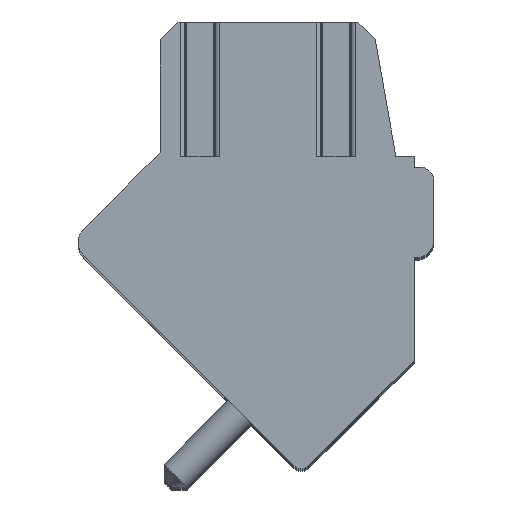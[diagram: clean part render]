
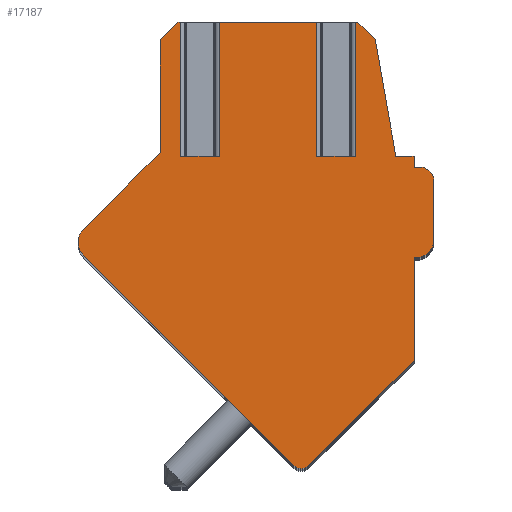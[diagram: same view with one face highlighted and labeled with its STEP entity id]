
A CAD part, top view. The second image highlights one B-rep face of the part: STEP entity #17187.
In plain terms, the highlighted planar face has unit normal (0, 0, 1).
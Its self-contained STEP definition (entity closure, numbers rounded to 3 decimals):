
#2358=DIRECTION('',(0.707,-0.707,0.));
#2359=VECTOR('',#2358,8.2);
#2360=CARTESIAN_POINT('',(-4.761,0.072,1.75));
#2361=LINE('',#2360,#2359);
#2722=DIRECTION('',(1.,0.,0.));
#2723=VECTOR('',#2722,1.07);
#2724=CARTESIAN_POINT('',(1.673,2.8,1.75));
#2725=LINE('',#2724,#2723);
#2726=DIRECTION('',(0.,1.,0.));
#2727=VECTOR('',#2726,3.7);
#2728=CARTESIAN_POINT('',(2.743,2.8,1.75));
#2729=LINE('',#2728,#2727);
#2730=DIRECTION('',(-1.,0.,0.));
#2731=VECTOR('',#2730,0.068);
#2732=CARTESIAN_POINT('',(2.811,6.5,1.75));
#2733=LINE('',#2732,#2731);
#2734=DIRECTION('',(-0.707,0.707,0.));
#2735=VECTOR('',#2734,0.677);
#2736=CARTESIAN_POINT('',(3.29,6.021,1.75));
#2737=LINE('',#2736,#2735);
#2738=DIRECTION('',(-0.174,0.985,0.));
#2739=VECTOR('',#2738,3.271);
#2740=CARTESIAN_POINT('',(3.858,2.8,1.75));
#2741=LINE('',#2740,#2739);
#2742=DIRECTION('',(-1.,0.,0.));
#2743=VECTOR('',#2742,0.5);
#2744=CARTESIAN_POINT('',(4.358,2.8,1.75));
#2745=LINE('',#2744,#2743);
#2746=DIRECTION('',(0.,1.,0.));
#2747=VECTOR('',#2746,0.3);
#2748=CARTESIAN_POINT('',(4.358,2.5,1.75));
#2749=LINE('',#2748,#2747);
#2750=DIRECTION('',(-1.,0.,0.));
#2751=VECTOR('',#2750,0.15);
#2752=CARTESIAN_POINT('',(4.508,2.5,1.75));
#2753=LINE('',#2752,#2751);
#2754=CARTESIAN_POINT('',(4.508,2.1,1.75));
#2755=DIRECTION('',(0.,0.,1.));
#2756=DIRECTION('',(1.,0.,0.));
#2757=AXIS2_PLACEMENT_3D('',#2754,#2755,#2756);
#2759=DIRECTION('',(0.,1.,0.));
#2760=VECTOR('',#2759,1.6);
#2761=CARTESIAN_POINT('',(4.908,0.5,1.75));
#2762=LINE('',#2761,#2760);
#2763=CARTESIAN_POINT('',(4.408,0.5,1.75));
#2764=DIRECTION('',(0.,0.,1.));
#2765=DIRECTION('',(0.,-1.,0.));
#2766=AXIS2_PLACEMENT_3D('',#2763,#2764,#2765);
#2768=DIRECTION('',(1.,0.,0.));
#2769=VECTOR('',#2768,0.05);
#2770=CARTESIAN_POINT('',(4.358,0.,1.75));
#2771=LINE('',#2770,#2769);
#2772=DIRECTION('',(0.,1.,0.));
#2773=VECTOR('',#2772,2.83);
#2774=CARTESIAN_POINT('',(4.358,-2.83,1.75));
#2775=LINE('',#2774,#2773);
#2776=DIRECTION('',(0.707,0.707,0.));
#2777=VECTOR('',#2776,4.096);
#2778=CARTESIAN_POINT('',(1.461,-5.727,1.75));
#2779=LINE('',#2778,#2777);
#2780=CARTESIAN_POINT('',(1.249,-5.515,1.75));
#2781=DIRECTION('',(0.,0.,1.));
#2782=DIRECTION('',(-0.707,-0.707,0.));
#2783=AXIS2_PLACEMENT_3D('',#2780,#2781,#2782);
#2785=CARTESIAN_POINT('',(-4.408,0.425,1.75));
#2786=DIRECTION('',(0.,0.,1.));
#2787=DIRECTION('',(-0.707,0.707,0.));
#2788=AXIS2_PLACEMENT_3D('',#2785,#2786,#2787);
#2790=DIRECTION('',(-0.707,-0.707,0.));
#2791=VECTOR('',#2790,2.997);
#2792=CARTESIAN_POINT('',(-2.642,2.898,1.75));
#2793=LINE('',#2792,#2791);
#2794=DIRECTION('',(0.,-1.,0.));
#2795=VECTOR('',#2794,3.111);
#2796=CARTESIAN_POINT('',(-2.642,6.009,1.75));
#2797=LINE('',#2796,#2795);
#2798=DIRECTION('',(-0.707,-0.707,0.));
#2799=VECTOR('',#2798,0.694);
#2800=CARTESIAN_POINT('',(-2.151,6.5,1.75));
#2801=LINE('',#2800,#2799);
#2802=DIRECTION('',(-1.,0.,0.));
#2803=VECTOR('',#2802,0.074);
#2804=CARTESIAN_POINT('',(-2.077,6.5,1.75));
#2805=LINE('',#2804,#2803);
#2806=DIRECTION('',(0.,1.,0.));
#2807=VECTOR('',#2806,3.7);
#2808=CARTESIAN_POINT('',(-2.077,2.8,1.75));
#2809=LINE('',#2808,#2807);
#2810=DIRECTION('',(1.,0.,0.));
#2811=VECTOR('',#2810,1.07);
#2812=CARTESIAN_POINT('',(-2.077,2.8,1.75));
#2813=LINE('',#2812,#2811);
#2814=DIRECTION('',(0.,1.,0.));
#2815=VECTOR('',#2814,3.7);
#2816=CARTESIAN_POINT('',(-1.007,2.8,1.75));
#2817=LINE('',#2816,#2815);
#2818=DIRECTION('',(-1.,0.,0.));
#2819=VECTOR('',#2818,2.68);
#2820=CARTESIAN_POINT('',(1.673,6.5,1.75));
#2821=LINE('',#2820,#2819);
#2822=DIRECTION('',(0.,1.,0.));
#2823=VECTOR('',#2822,3.7);
#2824=CARTESIAN_POINT('',(1.673,2.8,1.75));
#2825=LINE('',#2824,#2823);
#11000=CARTESIAN_POINT('',(1.673,2.8,1.75));
#11001=CARTESIAN_POINT('',(2.743,2.8,1.75));
#11002=VERTEX_POINT('',#11000);
#11003=VERTEX_POINT('',#11001);
#11004=CARTESIAN_POINT('',(2.743,6.5,1.75));
#11005=VERTEX_POINT('',#11004);
#11006=CARTESIAN_POINT('',(1.673,6.5,1.75));
#11007=VERTEX_POINT('',#11006);
#11020=CARTESIAN_POINT('',(-2.077,2.8,1.75));
#11021=CARTESIAN_POINT('',(-1.007,2.8,1.75));
#11022=VERTEX_POINT('',#11020);
#11023=VERTEX_POINT('',#11021);
#11024=CARTESIAN_POINT('',(-1.007,6.5,1.75));
#11025=VERTEX_POINT('',#11024);
#11026=CARTESIAN_POINT('',(-2.077,6.5,1.75));
#11027=VERTEX_POINT('',#11026);
#11118=CARTESIAN_POINT('',(1.037,-5.727,1.75));
#11119=CARTESIAN_POINT('',(1.461,-5.727,1.75));
#11120=VERTEX_POINT('',#11118);
#11121=VERTEX_POINT('',#11119);
#11122=CARTESIAN_POINT('',(4.358,-2.83,1.75));
#11123=VERTEX_POINT('',#11122);
#11124=CARTESIAN_POINT('',(4.358,0.,1.75));
#11125=VERTEX_POINT('',#11124);
#11126=CARTESIAN_POINT('',(4.408,0.,1.75));
#11127=VERTEX_POINT('',#11126);
#11128=CARTESIAN_POINT('',(4.908,0.5,1.75));
#11129=VERTEX_POINT('',#11128);
#11130=CARTESIAN_POINT('',(4.908,2.1,1.75));
#11131=VERTEX_POINT('',#11130);
#11132=CARTESIAN_POINT('',(4.508,2.5,1.75));
#11133=VERTEX_POINT('',#11132);
#11134=CARTESIAN_POINT('',(4.358,2.5,1.75));
#11135=VERTEX_POINT('',#11134);
#11136=CARTESIAN_POINT('',(4.358,2.8,1.75));
#11137=VERTEX_POINT('',#11136);
#11138=CARTESIAN_POINT('',(3.858,2.8,1.75));
#11139=VERTEX_POINT('',#11138);
#11140=CARTESIAN_POINT('',(3.29,6.021,1.75));
#11141=VERTEX_POINT('',#11140);
#11142=CARTESIAN_POINT('',(2.811,6.5,1.75));
#11143=VERTEX_POINT('',#11142);
#11144=CARTESIAN_POINT('',(-2.151,6.5,1.75));
#11145=CARTESIAN_POINT('',(-2.642,6.009,1.75));
#11146=VERTEX_POINT('',#11144);
#11147=VERTEX_POINT('',#11145);
#11148=CARTESIAN_POINT('',(-4.761,0.779,1.75));
#11149=CARTESIAN_POINT('',(-4.761,0.072,1.75));
#11150=VERTEX_POINT('',#11148);
#11151=VERTEX_POINT('',#11149);
#11156=CARTESIAN_POINT('',(-2.642,2.898,1.75));
#11158=VERTEX_POINT('',#11156);
#17144=CARTESIAN_POINT('',(0.,0.,1.75));
#17145=DIRECTION('',(0.,0.,1.));
#17146=DIRECTION('',(1.,0.,0.));
#17147=AXIS2_PLACEMENT_3D('',#17144,#17145,#17146);
#17148=PLANE('',#17147);
#17150=ORIENTED_EDGE('',*,*,#17149,.T.);
#17152=ORIENTED_EDGE('',*,*,#17151,.T.);
#17153=ORIENTED_EDGE('',*,*,#14160,.F.);
#17154=ORIENTED_EDGE('',*,*,#14400,.F.);
#17155=ORIENTED_EDGE('',*,*,#14414,.F.);
#17156=ORIENTED_EDGE('',*,*,#14428,.F.);
#17157=ORIENTED_EDGE('',*,*,#14545,.F.);
#17158=ORIENTED_EDGE('',*,*,#14561,.F.);
#17159=ORIENTED_EDGE('',*,*,#15173,.F.);
#17160=ORIENTED_EDGE('',*,*,#15380,.F.);
#17161=ORIENTED_EDGE('',*,*,#15587,.F.);
#17162=ORIENTED_EDGE('',*,*,#15794,.F.);
#17163=ORIENTED_EDGE('',*,*,#16008,.F.);
#17164=ORIENTED_EDGE('',*,*,#16655,.F.);
#17165=ORIENTED_EDGE('',*,*,#16849,.F.);
#17166=ORIENTED_EDGE('',*,*,#16706,.F.);
#17168=ORIENTED_EDGE('',*,*,#17167,.F.);
#17170=ORIENTED_EDGE('',*,*,#17169,.F.);
#17172=ORIENTED_EDGE('',*,*,#17171,.F.);
#17174=ORIENTED_EDGE('',*,*,#17173,.F.);
#17175=ORIENTED_EDGE('',*,*,#14192,.F.);
#17177=ORIENTED_EDGE('',*,*,#17176,.F.);
#17179=ORIENTED_EDGE('',*,*,#17178,.T.);
#17181=ORIENTED_EDGE('',*,*,#17180,.T.);
#17182=ORIENTED_EDGE('',*,*,#14176,.F.);
#17184=ORIENTED_EDGE('',*,*,#17183,.F.);
#17185=EDGE_LOOP('',(#17150,#17152,#17153,#17154,#17155,#17156,#17157,#17158,
#17159,#17160,#17161,#17162,#17163,#17164,#17165,#17166,#17168,#17170,#17172,
#17174,#17175,#17177,#17179,#17181,#17182,#17184));
#17186=FACE_OUTER_BOUND('',#17185,.F.);
#2758=CIRCLE('',#2757,0.4);
#2767=CIRCLE('',#2766,0.5);
#2784=CIRCLE('',#2783,0.3);
#2789=CIRCLE('',#2788,0.5);
#14160=EDGE_CURVE('',#11143,#11005,#2733,.T.);
#14176=EDGE_CURVE('',#11007,#11025,#2821,.T.);
#14192=EDGE_CURVE('',#11027,#11146,#2805,.T.);
#14400=EDGE_CURVE('',#11141,#11143,#2737,.T.);
#14414=EDGE_CURVE('',#11139,#11141,#2741,.T.);
#14428=EDGE_CURVE('',#11137,#11139,#2745,.T.);
#14545=EDGE_CURVE('',#11135,#11137,#2749,.T.);
#14561=EDGE_CURVE('',#11133,#11135,#2753,.T.);
#15173=EDGE_CURVE('',#11131,#11133,#2758,.T.);
#15380=EDGE_CURVE('',#11129,#11131,#2762,.T.);
#15587=EDGE_CURVE('',#11127,#11129,#2767,.T.);
#15794=EDGE_CURVE('',#11125,#11127,#2771,.T.);
#16008=EDGE_CURVE('',#11123,#11125,#2775,.T.);
#16655=EDGE_CURVE('',#11121,#11123,#2779,.T.);
#16706=EDGE_CURVE('',#11151,#11120,#2361,.T.);
#16849=EDGE_CURVE('',#11120,#11121,#2784,.T.);
#17149=EDGE_CURVE('',#11002,#11003,#2725,.T.);
#17151=EDGE_CURVE('',#11003,#11005,#2729,.T.);
#17167=EDGE_CURVE('',#11150,#11151,#2789,.T.);
#17169=EDGE_CURVE('',#11158,#11150,#2793,.T.);
#17171=EDGE_CURVE('',#11147,#11158,#2797,.T.);
#17173=EDGE_CURVE('',#11146,#11147,#2801,.T.);
#17176=EDGE_CURVE('',#11022,#11027,#2809,.T.);
#17178=EDGE_CURVE('',#11022,#11023,#2813,.T.);
#17180=EDGE_CURVE('',#11023,#11025,#2817,.T.);
#17183=EDGE_CURVE('',#11002,#11007,#2825,.T.);
#17187=ADVANCED_FACE('',(#17186),#17148,.T.);
